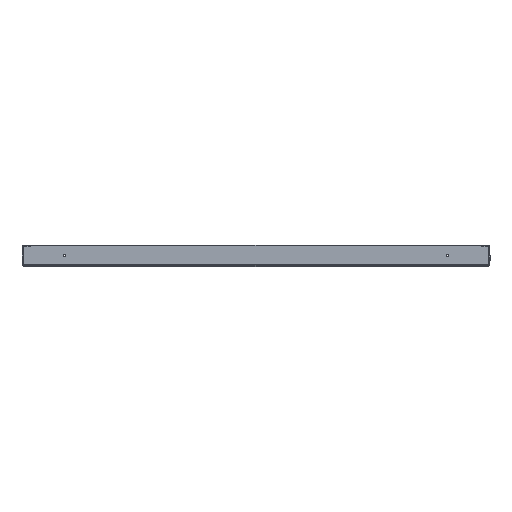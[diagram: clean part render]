
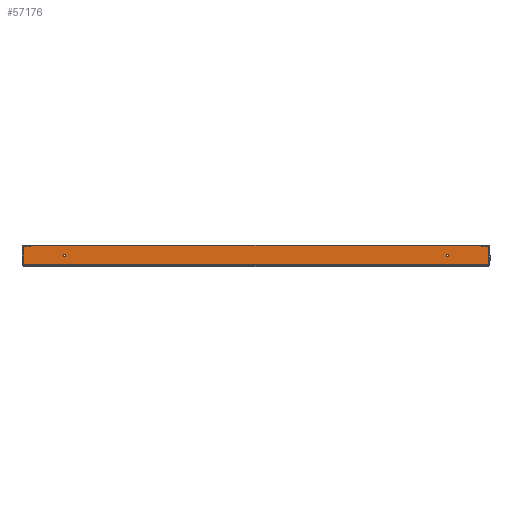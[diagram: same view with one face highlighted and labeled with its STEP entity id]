
A CAD part, front view. The second image highlights one B-rep face of the part: STEP entity #57176.
In plain terms, the highlighted planar face has unit normal (0, -1, 0).
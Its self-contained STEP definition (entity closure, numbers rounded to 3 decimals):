
#162 = ORIENTED_EDGE ( 'NONE', *, *, #111228, .T. ) ;
#2597 = EDGE_CURVE ( 'NONE', #96158, #108427, #9428, .T. ) ;
#2764 = CARTESIAN_POINT ( 'NONE',  ( -450., -900., 26.5 ) ) ;
#3224 = DIRECTION ( 'NONE',  ( 0., 0., 1. ) ) ;
#3522 = VERTEX_POINT ( 'NONE', #39923 ) ;
#6352 = CARTESIAN_POINT ( 'NONE',  ( 450., -900., 26.5 ) ) ;
#6772 = DIRECTION ( 'NONE',  ( 0., 0., 1. ) ) ;
#7142 = CIRCLE ( 'NONE', #63825, 3. ) ;
#7690 = CARTESIAN_POINT ( 'NONE',  ( -546.859, -900., 0. ) ) ;
#8407 = CIRCLE ( 'NONE', #87550, 1. ) ;
#9428 = CIRCLE ( 'NONE', #97607, 3. ) ;
#11688 = AXIS2_PLACEMENT_3D ( 'NONE', #34354, #132118, #46436 ) ;
#12191 = VECTOR ( 'NONE', #103775, 1000. ) ;
#15959 = CARTESIAN_POINT ( 'NONE',  ( 450., -900., 23.5 ) ) ;
#16891 = EDGE_CURVE ( 'NONE', #61753, #69422, #106047, .T. ) ;
#23119 = CARTESIAN_POINT ( 'NONE',  ( -550., -900., 3. ) ) ;
#25486 = ORIENTED_EDGE ( 'NONE', *, *, #80821, .T. ) ;
#25548 = CARTESIAN_POINT ( 'NONE',  ( 546.859, -900., 3. ) ) ;
#26944 = EDGE_CURVE ( 'NONE', #3522, #61753, #108040, .T. ) ;
#28032 = CARTESIAN_POINT ( 'NONE',  ( 546.859, -900., 0. ) ) ;
#31261 = DIRECTION ( 'NONE',  ( 0., 0., 1. ) ) ;
#34354 = CARTESIAN_POINT ( 'NONE',  ( -450., -900., 23.5 ) ) ;
#37310 = CARTESIAN_POINT ( 'NONE',  ( -546.859, -900., 3. ) ) ;
#37927 = CARTESIAN_POINT ( 'NONE',  ( -450., -900., 20.5 ) ) ;
#38572 = DIRECTION ( 'NONE',  ( 0., 1., 0. ) ) ;
#38848 = CIRCLE ( 'NONE', #11688, 3. ) ;
#38853 = ORIENTED_EDGE ( 'NONE', *, *, #16891, .T. ) ;
#39923 = CARTESIAN_POINT ( 'NONE',  ( 546.859, -900., 46. ) ) ;
#40471 = DIRECTION ( 'NONE',  ( 0., 0., 1. ) ) ;
#41092 = EDGE_LOOP ( 'NONE', ( #162, #25486 ) ) ;
#41654 = LINE ( 'NONE', #7690, #104038 ) ;
#44766 = AXIS2_PLACEMENT_3D ( 'NONE', #76237, #100266, #3224 ) ;
#46436 = DIRECTION ( 'NONE',  ( 0., 0., 1. ) ) ;
#47193 = LINE ( 'NONE', #23119, #12191 ) ;
#48525 = CARTESIAN_POINT ( 'NONE',  ( -545.859, -900., 47. ) ) ;
#50460 = FACE_BOUND ( 'NONE', #94713, .T. ) ;
#52333 = DIRECTION ( 'NONE',  ( 0., 0., 1. ) ) ;
#52577 = FACE_BOUND ( 'NONE', #41092, .T. ) ;
#53856 = CARTESIAN_POINT ( 'NONE',  ( 450., -900., 20.5 ) ) ;
#57176 = ADVANCED_FACE ( 'NONE', ( #50460, #52577, #93638 ), #106351, .F. ) ;
#59204 = DIRECTION ( 'NONE',  ( 0., 0., 1. ) ) ;
#59252 = CARTESIAN_POINT ( 'NONE',  ( -546.859, -900., 46. ) ) ;
#61516 = CARTESIAN_POINT ( 'NONE',  ( 0., -900., 47. ) ) ;
#61753 = VERTEX_POINT ( 'NONE', #88717 ) ;
#63203 = DIRECTION ( 'NONE',  ( 0., 1., 0. ) ) ;
#63825 = AXIS2_PLACEMENT_3D ( 'NONE', #15959, #38572, #59204 ) ;
#66118 = EDGE_CURVE ( 'NONE', #86368, #138121, #47193, .T. ) ;
#67237 = VERTEX_POINT ( 'NONE', #59252 ) ;
#68056 = VECTOR ( 'NONE', #6772, 1000. ) ;
#69422 = VERTEX_POINT ( 'NONE', #48525 ) ;
#71418 = DIRECTION ( 'NONE',  ( -1., 0., 0. ) ) ;
#71690 = CARTESIAN_POINT ( 'NONE',  ( -545.859, -900., 46. ) ) ;
#76237 = CARTESIAN_POINT ( 'NONE',  ( 545.859, -900., 46. ) ) ;
#76861 = CARTESIAN_POINT ( 'NONE',  ( 450., -900., 23.5 ) ) ;
#77056 = EDGE_CURVE ( 'NONE', #86368, #3522, #82580, .T. ) ;
#79523 = CARTESIAN_POINT ( 'NONE',  ( -450., -900., 23.5 ) ) ;
#80163 = DIRECTION ( 'NONE',  ( 0., 1., 0. ) ) ;
#80334 = ORIENTED_EDGE ( 'NONE', *, *, #100034, .T. ) ;
#80821 = EDGE_CURVE ( 'NONE', #128794, #138222, #7142, .T. ) ;
#82580 = LINE ( 'NONE', #28032, #68056 ) ;
#86368 = VERTEX_POINT ( 'NONE', #25548 ) ;
#87550 = AXIS2_PLACEMENT_3D ( 'NONE', #71690, #137541, #40471 ) ;
#88717 = CARTESIAN_POINT ( 'NONE',  ( 545.859, -900., 47. ) ) ;
#93638 = FACE_OUTER_BOUND ( 'NONE', #123574, .T. ) ;
#94626 = ORIENTED_EDGE ( 'NONE', *, *, #110681, .F. ) ;
#94713 = EDGE_LOOP ( 'NONE', ( #80334, #109625 ) ) ;
#94911 = ORIENTED_EDGE ( 'NONE', *, *, #77056, .T. ) ;
#96158 = VERTEX_POINT ( 'NONE', #37927 ) ;
#97607 = AXIS2_PLACEMENT_3D ( 'NONE', #79523, #130707, #122688 ) ;
#100034 = EDGE_CURVE ( 'NONE', #108427, #96158, #38848, .T. ) ;
#100266 = DIRECTION ( 'NONE',  ( 0., -1., 0. ) ) ;
#103775 = DIRECTION ( 'NONE',  ( -1., 0., 0. ) ) ;
#104038 = VECTOR ( 'NONE', #52333, 1000. ) ;
#106047 = LINE ( 'NONE', #61516, #110755 ) ;
#106351 = PLANE ( 'NONE',  #138796 ) ;
#108040 = CIRCLE ( 'NONE', #44766, 1. ) ;
#108427 = VERTEX_POINT ( 'NONE', #2764 ) ;
#109410 = DIRECTION ( 'NONE',  ( 0., 0., 1. ) ) ;
#109625 = ORIENTED_EDGE ( 'NONE', *, *, #2597, .T. ) ;
#110681 = EDGE_CURVE ( 'NONE', #138121, #67237, #41654, .T. ) ;
#110755 = VECTOR ( 'NONE', #71418, 1000. ) ;
#111228 = EDGE_CURVE ( 'NONE', #138222, #128794, #138151, .T. ) ;
#117696 = AXIS2_PLACEMENT_3D ( 'NONE', #76861, #80163, #109410 ) ;
#122688 = DIRECTION ( 'NONE',  ( 0., 0., 1. ) ) ;
#123574 = EDGE_LOOP ( 'NONE', ( #38853, #139882, #94626, #135421, #94911, #138839 ) ) ;
#126892 = CARTESIAN_POINT ( 'NONE',  ( 0., -900., 0. ) ) ;
#128794 = VERTEX_POINT ( 'NONE', #53856 ) ;
#130707 = DIRECTION ( 'NONE',  ( 0., 1., 0. ) ) ;
#132118 = DIRECTION ( 'NONE',  ( 0., 1., 0. ) ) ;
#135334 = EDGE_CURVE ( 'NONE', #69422, #67237, #8407, .T. ) ;
#135421 = ORIENTED_EDGE ( 'NONE', *, *, #66118, .F. ) ;
#137541 = DIRECTION ( 'NONE',  ( 0., -1., 0. ) ) ;
#138121 = VERTEX_POINT ( 'NONE', #37310 ) ;
#138151 = CIRCLE ( 'NONE', #117696, 3. ) ;
#138222 = VERTEX_POINT ( 'NONE', #6352 ) ;
#138796 = AXIS2_PLACEMENT_3D ( 'NONE', #126892, #63203, #31261 ) ;
#138839 = ORIENTED_EDGE ( 'NONE', *, *, #26944, .T. ) ;
#139882 = ORIENTED_EDGE ( 'NONE', *, *, #135334, .T. ) ;
